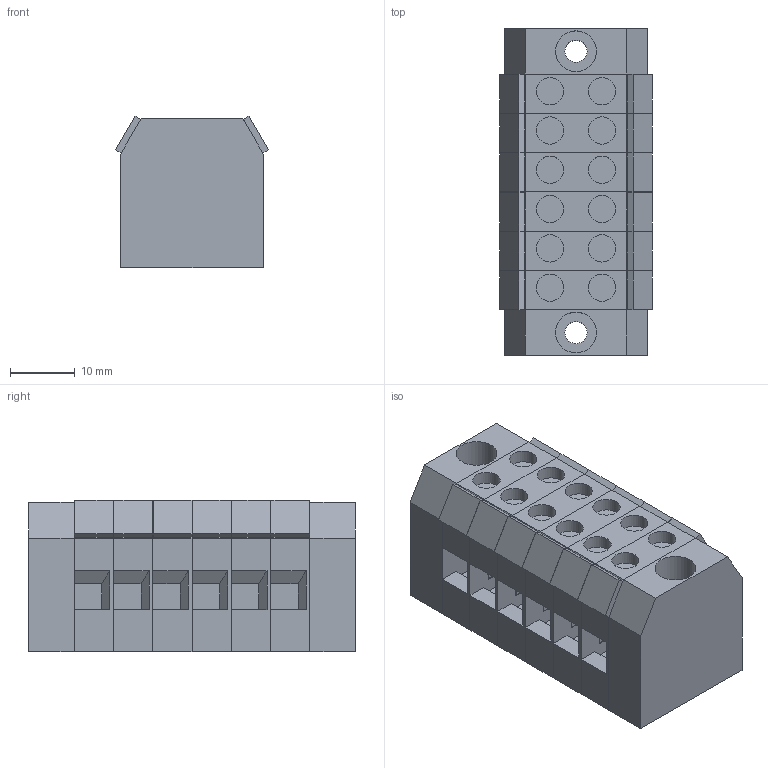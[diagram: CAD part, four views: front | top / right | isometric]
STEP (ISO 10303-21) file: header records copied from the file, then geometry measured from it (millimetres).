
FILE_DESCRIPTION(/* description */ (''),/* implementation_level */ '2;1');
FILE_NAME(/* name */ '2347-2_BKA4_6_BG.stp',/* time_stamp */ '2020-07-27T16:05:28+02:00',/* author */ (''),/* organization */ (''),/* preprocessor_version */ 'ST-DEVELOPER v16.7',/* originating_system */ 'SIEMENS PLM Software NX 12.0',/* authorisation */ '');
FILE_SCHEMA (('AUTOMOTIVE_DESIGN { 1 0 10303 214 3 1 1 1 }'));
Length unit declared in the file: millimetre
Products named in the file (4): Bezeichnung; bka4; BKA_EH2; 2347-2_BKA4_6_BG
Assembly tree (20 placements, depth 2):
  2347-2_BKA4_6_BG
    BKA_EH2  x2
    bka4  x6
    Bezeichnung  x12
Bounding box: 23.56 x 50.3 x 23.35 mm (x, y, z)
Volume: 20104.7 mm3; surface area: 16215.3 mm2
Topology: 20 solids, 20 shells, 442 faces, 1136 edges, 754 vertices
Faces by surface type: plane 420, cylinder 22
Full cylindrical faces by diameter (mm): 3.4 x2, 4.2 x12, 6.3 x2
Entity records: 2439 total; most frequent: CARTESIAN_POINT 409, DIRECTION 389, ORIENTED_EDGE 374, EDGE_CURVE 187, LINE 177, VECTOR 177, VERTEX_POINT 126, AXIS2_PLACEMENT_3D 106
